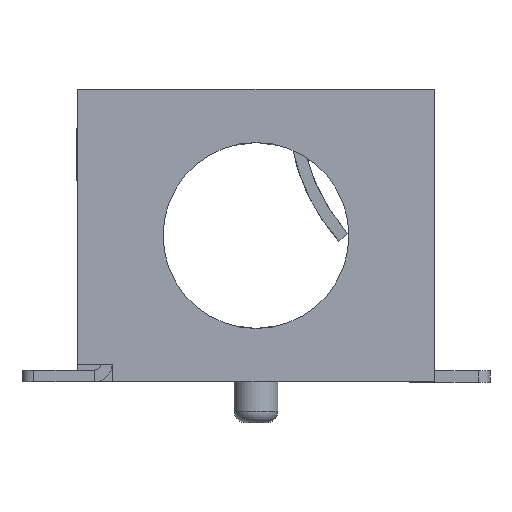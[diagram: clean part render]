
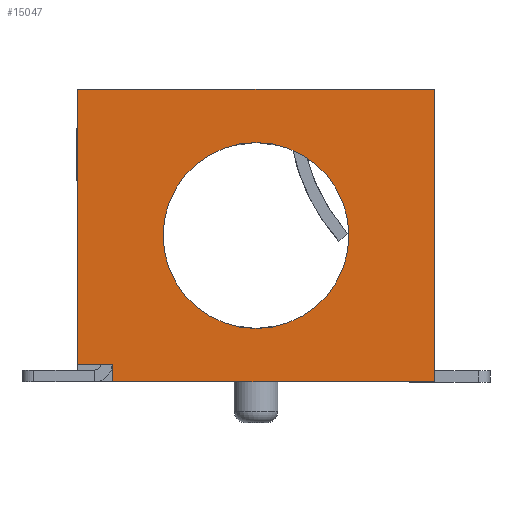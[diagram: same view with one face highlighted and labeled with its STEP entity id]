
A CAD part, front view. The second image highlights one B-rep face of the part: STEP entity #15047.
In plain terms, the highlighted planar face has unit normal (0, -1, 0).
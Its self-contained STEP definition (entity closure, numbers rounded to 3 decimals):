
#73 = DIRECTION ( 'NONE',  ( 0., 0., -1. ) ) ;
#101 = CARTESIAN_POINT ( 'NONE',  ( 3.05, -8.9, 5.01 ) ) ;
#687 = CARTESIAN_POINT ( 'NONE',  ( 3.05, -8.9, 0.01 ) ) ;
#720 = DIRECTION ( 'NONE',  ( 0., 1., 0. ) ) ;
#925 = DIRECTION ( 'NONE',  ( 0., 0., 1. ) ) ;
#1115 = VECTOR ( 'NONE', #7042, 1000. ) ;
#1371 = CARTESIAN_POINT ( 'NONE',  ( -3.05, -8.9, 5.01 ) ) ;
#1573 = LINE ( 'NONE', #10116, #2103 ) ;
#1607 = AXIS2_PLACEMENT_3D ( 'NONE', #9876, #6223, #17350 ) ;
#1685 = EDGE_CURVE ( 'NONE', #9227, #5846, #7997, .T. ) ;
#2081 = ORIENTED_EDGE ( 'NONE', *, *, #4431, .F. ) ;
#2103 = VECTOR ( 'NONE', #73, 1000. ) ;
#2256 = VECTOR ( 'NONE', #2653, 1000. ) ;
#2600 = CARTESIAN_POINT ( 'NONE',  ( -2.45, -8.9, 0.31 ) ) ;
#2653 = DIRECTION ( 'NONE',  ( -1., 0., 0. ) ) ;
#2739 = VECTOR ( 'NONE', #11454, 1000. ) ;
#2777 = ORIENTED_EDGE ( 'NONE', *, *, #14827, .F. ) ;
#2959 = CARTESIAN_POINT ( 'NONE',  ( 3.05, -8.9, 5.01 ) ) ;
#3744 = DIRECTION ( 'NONE',  ( 0., 1., 0. ) ) ;
#3766 = AXIS2_PLACEMENT_3D ( 'NONE', #10748, #3744, #15010 ) ;
#4431 = EDGE_CURVE ( 'NONE', #7138, #11815, #15538, .T. ) ;
#4801 = LINE ( 'NONE', #6485, #12637 ) ;
#4972 = CARTESIAN_POINT ( 'NONE',  ( 0., -8.9, 2.51 ) ) ;
#5263 = ORIENTED_EDGE ( 'NONE', *, *, #17015, .T. ) ;
#5309 = ORIENTED_EDGE ( 'NONE', *, *, #8827, .T. ) ;
#5699 = CARTESIAN_POINT ( 'NONE',  ( -2.45, -8.9, 0.31 ) ) ;
#5846 = VERTEX_POINT ( 'NONE', #2600 ) ;
#6151 = CARTESIAN_POINT ( 'NONE',  ( 0., -8.9, 0.921 ) ) ;
#6223 = DIRECTION ( 'NONE',  ( 0., 1., 0. ) ) ;
#6485 = CARTESIAN_POINT ( 'NONE',  ( -3.05, -8.9, 0.01 ) ) ;
#6541 = FACE_BOUND ( 'NONE', #13752, .T. ) ;
#6709 = CARTESIAN_POINT ( 'NONE',  ( 0., -8.9, 4.099 ) ) ;
#6818 = PLANE ( 'NONE',  #3766 ) ;
#7042 = DIRECTION ( 'NONE',  ( 1., 0., 0. ) ) ;
#7103 = EDGE_CURVE ( 'NONE', #9227, #11815, #4801, .T. ) ;
#7138 = VERTEX_POINT ( 'NONE', #2959 ) ;
#7245 = CIRCLE ( 'NONE', #1607, 1.589 ) ;
#7296 = EDGE_LOOP ( 'NONE', ( #5263, #9921, #16861, #14607, #2081, #2777 ) ) ;
#7434 = AXIS2_PLACEMENT_3D ( 'NONE', #4972, #720, #17497 ) ;
#7969 = VERTEX_POINT ( 'NONE', #6151 ) ;
#7973 = CARTESIAN_POINT ( 'NONE',  ( -3.05, -8.9, 5.01 ) ) ;
#7997 = LINE ( 'NONE', #13652, #13097 ) ;
#8133 = FACE_OUTER_BOUND ( 'NONE', #7296, .T. ) ;
#8602 = LINE ( 'NONE', #1371, #1115 ) ;
#8827 = EDGE_CURVE ( 'NONE', #7969, #15963, #7245, .T. ) ;
#9181 = DIRECTION ( 'NONE',  ( 1., 0., 0. ) ) ;
#9227 = VERTEX_POINT ( 'NONE', #16404 ) ;
#9513 = CARTESIAN_POINT ( 'NONE',  ( -3.05, -8.9, 0.31 ) ) ;
#9673 = EDGE_CURVE ( 'NONE', #5846, #12638, #16903, .T. ) ;
#9876 = CARTESIAN_POINT ( 'NONE',  ( 0., -8.9, 2.51 ) ) ;
#9921 = ORIENTED_EDGE ( 'NONE', *, *, #9673, .F. ) ;
#10116 = CARTESIAN_POINT ( 'NONE',  ( -3.05, -8.9, 5.01 ) ) ;
#10315 = VERTEX_POINT ( 'NONE', #7973 ) ;
#10748 = CARTESIAN_POINT ( 'NONE',  ( -3.05, -8.9, 5.01 ) ) ;
#11454 = DIRECTION ( 'NONE',  ( 0., 0., -1. ) ) ;
#11815 = VERTEX_POINT ( 'NONE', #687 ) ;
#12637 = VECTOR ( 'NONE', #9181, 1000. ) ;
#12638 = VERTEX_POINT ( 'NONE', #9513 ) ;
#13048 = CIRCLE ( 'NONE', #7434, 1.589 ) ;
#13097 = VECTOR ( 'NONE', #925, 1000. ) ;
#13652 = CARTESIAN_POINT ( 'NONE',  ( -2.45, -8.9, 0.01 ) ) ;
#13752 = EDGE_LOOP ( 'NONE', ( #17960, #5309 ) ) ;
#14607 = ORIENTED_EDGE ( 'NONE', *, *, #7103, .T. ) ;
#14827 = EDGE_CURVE ( 'NONE', #10315, #7138, #8602, .T. ) ;
#15010 = DIRECTION ( 'NONE',  ( 0., 0., 1. ) ) ;
#15047 = ADVANCED_FACE ( 'NONE', ( #6541, #8133 ), #6818, .F. ) ;
#15538 = LINE ( 'NONE', #101, #2739 ) ;
#15963 = VERTEX_POINT ( 'NONE', #6709 ) ;
#16404 = CARTESIAN_POINT ( 'NONE',  ( -2.45, -8.9, 0.01 ) ) ;
#16719 = EDGE_CURVE ( 'NONE', #15963, #7969, #13048, .T. ) ;
#16861 = ORIENTED_EDGE ( 'NONE', *, *, #1685, .F. ) ;
#16903 = LINE ( 'NONE', #5699, #2256 ) ;
#17015 = EDGE_CURVE ( 'NONE', #10315, #12638, #1573, .T. ) ;
#17350 = DIRECTION ( 'NONE',  ( 0., 0., 1. ) ) ;
#17497 = DIRECTION ( 'NONE',  ( 0., 0., 1. ) ) ;
#17960 = ORIENTED_EDGE ( 'NONE', *, *, #16719, .T. ) ;
